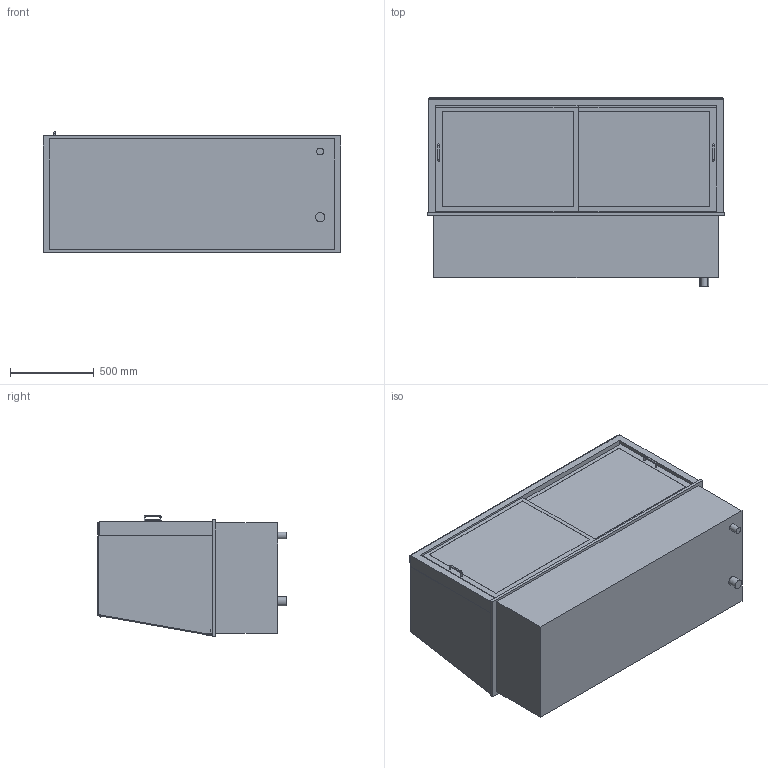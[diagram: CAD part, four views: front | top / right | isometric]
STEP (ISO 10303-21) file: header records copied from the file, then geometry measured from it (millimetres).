
FILE_DESCRIPTION(/* description */ ('Einbaukühlvitrine: zentralgekühlt'),/* implementation_level */ '2;1');
FILE_NAME(/* name */ '3D-AKE-00006412.stp',/* time_stamp */ '2023-05-16T10:42:37+02:00',/* author */ ('marina.schachner'),/* organization */ (''),/* preprocessor_version */ 'ST-DEVELOPER v18.1',/* originating_system */ 'Autodesk Inventor 2020',/* authorisation */ '');
FILE_SCHEMA (('AUTOMOTIVE_DESIGN { 1 0 10303 214 3 1 1 }'));
Length unit declared in the file: millimetre
Products named in the file (1): 3D-AKE-00006412
Bounding box: 1775 x 1131 x 720.98 mm (x, y, z)
Volume: 176376649.9 mm3; surface area: 24689090.5 mm2
Topology: 42 solids, 42 shells, 394 faces, 934 edges, 628 vertices
Faces by surface type: plane 328, cylinder 62, torus 4
Full cylindrical faces by diameter (mm): 8 x6, 40 x1, 55 x1
Entity records: 11299 total; most frequent: CARTESIAN_POINT 1957, DIRECTION 1876, ORIENTED_EDGE 1868, EDGE_CURVE 934, LINE 782, VECTOR 782, VERTEX_POINT 628, AXIS2_PLACEMENT_3D 547
